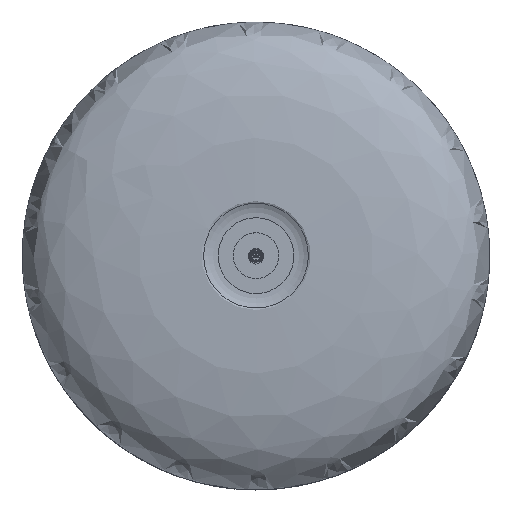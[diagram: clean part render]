
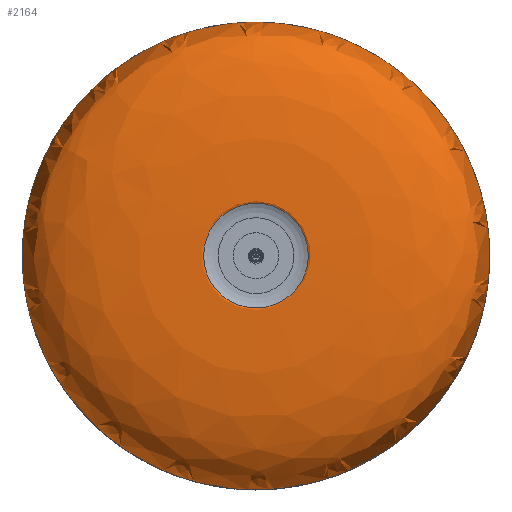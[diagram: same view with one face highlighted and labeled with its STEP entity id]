
A CAD part, top view. The second image highlights one B-rep face of the part: STEP entity #2164.
In plain terms, the highlighted face is a revolution surface.
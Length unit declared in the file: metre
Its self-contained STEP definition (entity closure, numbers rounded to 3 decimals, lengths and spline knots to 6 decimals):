
#2164 = ADVANCED_FACE( '', ( #4064, #4065 ), #4066, .F. );
#4064 = FACE_OUTER_BOUND( '', #8157, .T. );
#4065 = FACE_OUTER_BOUND( '', #8158, .T. );
#4066 = SURFACE_OF_REVOLUTION( '', #8159, #8160 );
#8157 = EDGE_LOOP( '', ( #14277 ) );
#8158 = EDGE_LOOP( '', ( #14278 ) );
#8159 = ( B_SPLINE_CURVE( 3, ( #14280, #14281, #14282, #14283, #14284, #14285, #14286, #14287, #14288, #14289, #14290, #14291, #14292 ), .UNSPECIFIED., .F., .F. )B_SPLINE_CURVE_WITH_KNOTS( ( 4, 3, 3, 3, 4 ), ( 0., 0.216605, 0.88164, 0.896148, 1. ), .UNSPECIFIED. )RATIONAL_B_SPLINE_CURVE( ( 0.875, 0.898, 0.94, 0.921, 0.864, 0.847, 0.863, 0.863, 0.863, 0.863, 0.865, 0.867, 0.867 ) )BOUNDED_CURVE(  )REPRESENTATION_ITEM( '' )GEOMETRIC_REPRESENTATION_ITEM(  )CURVE(  ) );
#8160 = AXIS1_PLACEMENT( '', #14299, #14300 );
#14277 = ORIENTED_EDGE( '', *, *, #16219, .F. );
#14278 = ORIENTED_EDGE( '', *, *, #16244, .T. );
#14280 = CARTESIAN_POINT( '', ( 0.053525, 0., -0.045119 ) );
#14281 = CARTESIAN_POINT( '', ( 0.056419, 0., -0.046881 ) );
#14282 = CARTESIAN_POINT( '', ( 0.059515, 0., -0.046594 ) );
#14283 = CARTESIAN_POINT( '', ( 0.087366, 0., -0.045776 ) );
#14284 = CARTESIAN_POINT( '', ( 0.180429, 0., -0.043046 ) );
#14285 = CARTESIAN_POINT( '', ( 0.214783, 0., -0.024765 ) );
#14286 = CARTESIAN_POINT( '', ( 0.228244, 0., -0.006814 ) );
#14287 = CARTESIAN_POINT( '', ( 0.236084, 0., 0.00364 ) );
#14288 = CARTESIAN_POINT( '', ( 0.239165, 0., 0.022976 ) );
#14289 = CARTESIAN_POINT( '', ( 0.239733, 0., 0.036868 ) );
#14290 = CARTESIAN_POINT( '', ( 0.239831, 0., 0.039256 ) );
#14291 = CARTESIAN_POINT( '', ( 0.239917, 0., 0.041979 ) );
#14292 = CARTESIAN_POINT( '', ( 0.24, 0., 0.045166 ) );
#14299 = CARTESIAN_POINT( '', ( 0., 0., -0.041334 ) );
#14300 = DIRECTION( '', ( 0., 0., -1. ) );
#16219 = EDGE_CURVE( '', #19380, #19380, #19381, .T. );
#16244 = EDGE_CURVE( '', #19386, #19386, #19387, .T. );
#19380 = VERTEX_POINT( '', #26261 );
#19381 = CIRCLE( '', #26262, 0.24 );
#19386 = VERTEX_POINT( '', #26267 );
#19387 = CIRCLE( '', #26268, 0.053743 );
#26261 = CARTESIAN_POINT( '', ( 0.24, 0., 0.045166 ) );
#26262 = AXIS2_PLACEMENT_3D( '', #29553, #29554, #29555 );
#26267 = CARTESIAN_POINT( '', ( 0.053743, 0., -0.045248 ) );
#26268 = AXIS2_PLACEMENT_3D( '', #29562, #29563, #29564 );
#29553 = CARTESIAN_POINT( '', ( 0., 0., 0.045166 ) );
#29554 = DIRECTION( '', ( 0., 0., 1. ) );
#29555 = DIRECTION( '', ( 1., 0., 0. ) );
#29562 = CARTESIAN_POINT( '', ( 0., 0., -0.045248 ) );
#29563 = DIRECTION( '', ( 0., 0., 1. ) );
#29564 = DIRECTION( '', ( 1., 0., 0. ) );
